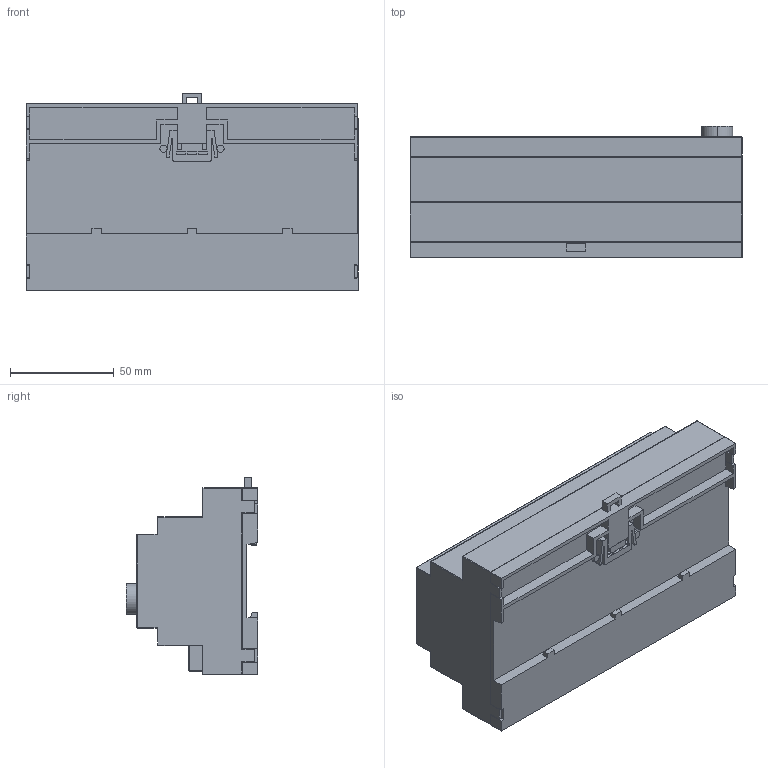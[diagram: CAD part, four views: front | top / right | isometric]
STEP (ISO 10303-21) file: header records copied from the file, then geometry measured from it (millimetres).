
FILE_DESCRIPTION (( 'STEP AP214' ), '1' );
FILE_NAME ('304038.STEP', '2020-09-25T11:23:34', ( '' ), ( '' ), 'SwSTEP 2.0', 'SolidWorks 2018', '' );
FILE_SCHEMA (( 'AUTOMOTIVE_DESIGN' ));
Length unit declared in the file: millimetre
Products named in the file (1): 304038
Bounding box: 160 x 63.2 x 95 mm (x, y, z)
Volume: 607792.3 mm3; surface area: 65750.7 mm2
Topology: 1 solids, 1 shells, 579 faces, 1508 edges, 956 vertices
Faces by surface type: plane 393, cylinder 105, bspline 81
Entity records: 20781 total; most frequent: CARTESIAN_POINT 7006, ORIENTED_EDGE 2980, DIRECTION 2586, EDGE_CURVE 1490, VECTOR 1148, LINE 1148, VERTEX_POINT 956, AXIS2_PLACEMENT_3D 719
